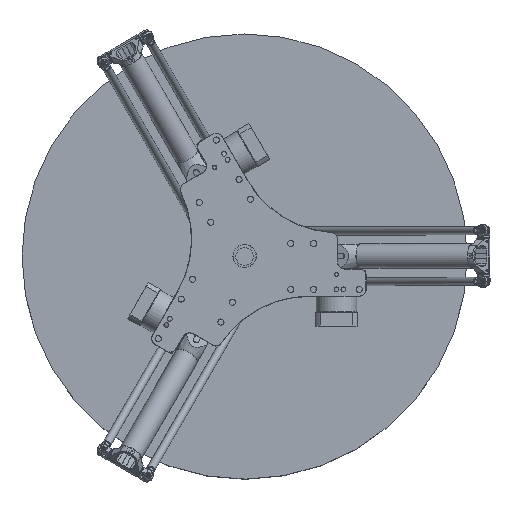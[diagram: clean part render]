
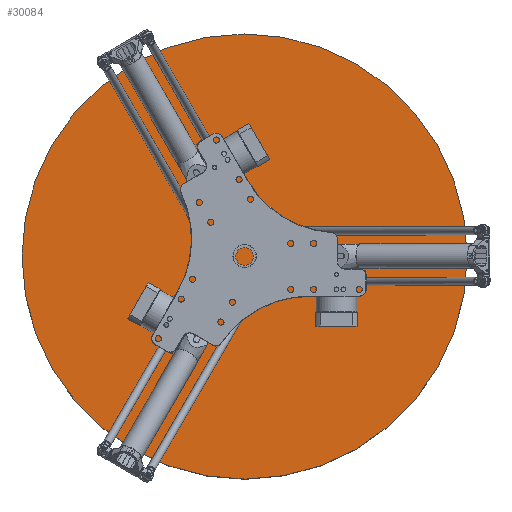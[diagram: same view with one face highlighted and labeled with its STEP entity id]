
A CAD part, top view. The second image highlights one B-rep face of the part: STEP entity #30084.
In plain terms, the highlighted face is planar.
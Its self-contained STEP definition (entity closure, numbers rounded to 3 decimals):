
#2634=CIRCLE('',#33032,800.);
#4939=FACE_OUTER_BOUND('',#7394,.T.);
#7394=EDGE_LOOP('',(#24404));
#14543=VERTEX_POINT('',#55065);
#18017=EDGE_CURVE('',#14543,#14543,#2634,.T.);
#24404=ORIENTED_EDGE('',*,*,#18017,.T.);
#27827=PLANE('',#33034);
#30084=ADVANCED_FACE('',(#4939),#27827,.T.);
#33032=AXIS2_PLACEMENT_3D('',#55066,#39945,#39946);
#33034=AXIS2_PLACEMENT_3D('',#55069,#39949,#39950);
#39945=DIRECTION('center_axis',(0.,0.,-1.));
#39946=DIRECTION('ref_axis',(0.,-1.,0.));
#39949=DIRECTION('center_axis',(0.,0.,-1.));
#39950=DIRECTION('ref_axis',(-1.,0.,0.));
#55065=CARTESIAN_POINT('',(0.,-800.,-200.));
#55066=CARTESIAN_POINT('Origin',(0.,0.,-200.));
#55069=CARTESIAN_POINT('Origin',(0.,-400.,-200.));
